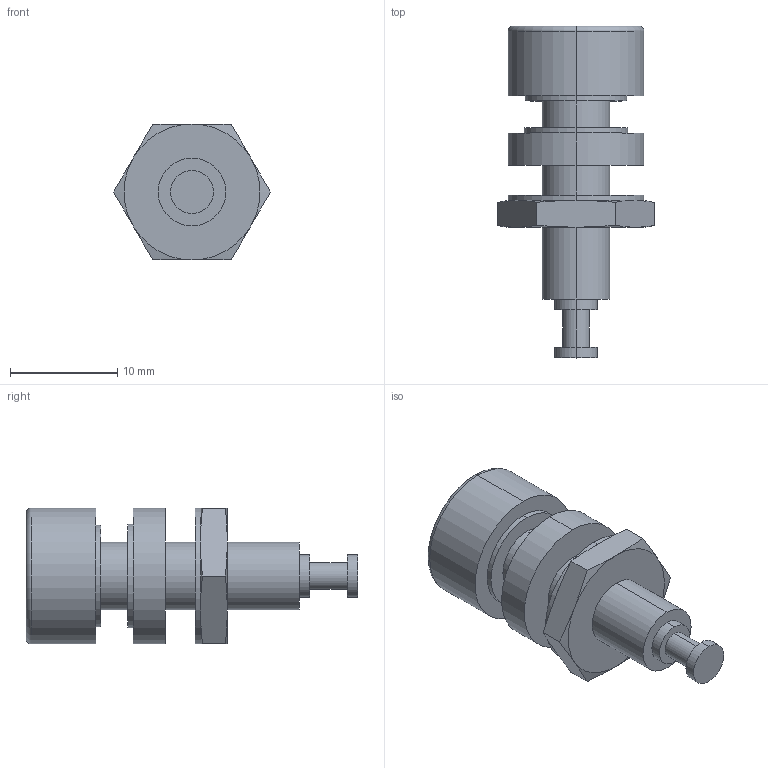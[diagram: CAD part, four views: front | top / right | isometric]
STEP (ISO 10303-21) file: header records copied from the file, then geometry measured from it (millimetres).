
FILE_DESCRIPTION (( 'STEP AP203' ), '1' );
FILE_NAME ('Pomona 1581 Banana Jack.STEP', '2015-07-01T18:52:41', ( '' ), ( '' ), 'SwSTEP 2.0', 'SolidWorks 2014', '' );
FILE_SCHEMA (( 'CONFIG_CONTROL_DESIGN' ));
Length unit declared in the file: millimetre
Products named in the file (1): Pomona 1581 Banana Jack
Bounding box: 14.66 x 30.99 x 12.7 mm (x, y, z)
Volume: 1813.8 mm3; surface area: 1759.3 mm2
Topology: 1 solids, 1 shells, 60 faces, 124 edges, 75 vertices
Faces by surface type: cylinder 24, plane 18, cone 16, torus 2
Entity records: 1679 total; most frequent: CARTESIAN_POINT 330, DIRECTION 284, ORIENTED_EDGE 244, AXIS2_PLACEMENT_3D 125, EDGE_CURVE 122, VERTEX_POINT 75, EDGE_LOOP 71, CIRCLE 64
